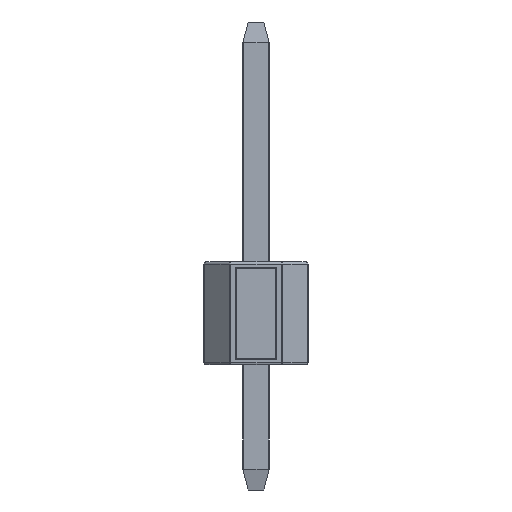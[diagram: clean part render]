
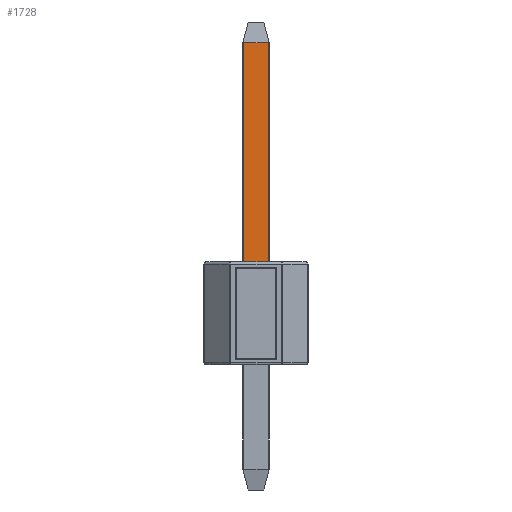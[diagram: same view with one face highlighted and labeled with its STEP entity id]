
A CAD part, left-side view. The second image highlights one B-rep face of the part: STEP entity #1728.
In plain terms, the highlighted planar face has unit normal (-1, 0, 0).
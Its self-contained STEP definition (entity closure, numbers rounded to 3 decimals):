
#379=FACE_OUTER_BOUND('',#473,.T.);
#473=EDGE_LOOP('',(#1418,#1419,#1420,#1421));
#582=LINE('',#2850,#722);
#605=LINE('',#2898,#745);
#606=LINE('',#2900,#746);
#607=LINE('',#2901,#747);
#722=VECTOR('',#2330,10.);
#745=VECTOR('',#2381,10.);
#746=VECTOR('',#2382,10.);
#747=VECTOR('',#2383,10.);
#786=VERTEX_POINT('',#2591);
#789=VERTEX_POINT('',#2598);
#868=VERTEX_POINT('',#2897);
#869=VERTEX_POINT('',#2899);
#1038=EDGE_CURVE('',#789,#786,#582,.T.);
#1061=EDGE_CURVE('',#868,#786,#605,.T.);
#1062=EDGE_CURVE('',#869,#868,#606,.T.);
#1063=EDGE_CURVE('',#789,#869,#607,.T.);
#1418=ORIENTED_EDGE('',*,*,#1038,.T.);
#1419=ORIENTED_EDGE('',*,*,#1061,.F.);
#1420=ORIENTED_EDGE('',*,*,#1062,.F.);
#1421=ORIENTED_EDGE('',*,*,#1063,.F.);
#1551=PLANE('',#1928);
#1728=ADVANCED_FACE('',(#379),#1551,.T.);
#1928=AXIS2_PLACEMENT_3D('',#2896,#2379,#2380);
#2330=DIRECTION('',(0.,-1.,0.));
#2379=DIRECTION('center_axis',(-1.,0.,0.));
#2380=DIRECTION('ref_axis',(0.,0.,1.));
#2381=DIRECTION('',(0.,0.,-1.));
#2382=DIRECTION('',(0.,-1.,0.));
#2383=DIRECTION('',(0.,0.,1.));
#2591=CARTESIAN_POINT('',(-0.32,-0.297,2.5));
#2598=CARTESIAN_POINT('',(-0.32,0.292,2.5));
#2850=CARTESIAN_POINT('',(-0.32,-0.003,2.5));
#2896=CARTESIAN_POINT('Origin',(-0.32,-0.003,2.645));
#2897=CARTESIAN_POINT('',(-0.32,-0.297,7.832));
#2898=CARTESIAN_POINT('',(-0.32,-0.297,5.493));
#2899=CARTESIAN_POINT('',(-0.32,0.292,7.832));
#2900=CARTESIAN_POINT('',(-0.32,0.158,7.832));
#2901=CARTESIAN_POINT('',(-0.32,0.292,-0.202));
